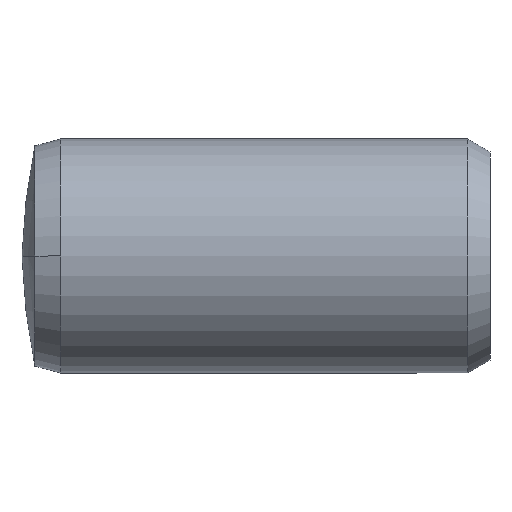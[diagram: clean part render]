
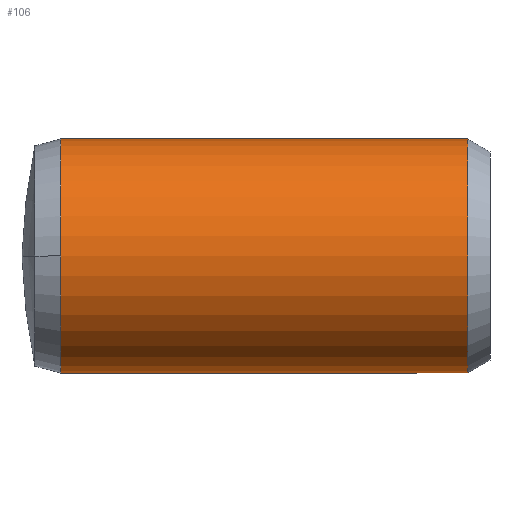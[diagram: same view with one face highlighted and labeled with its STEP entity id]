
A CAD part, front view. The second image highlights one B-rep face of the part: STEP entity #106.
In plain terms, the highlighted cylindrical face has radius 3 mm (diameter 6 mm), a partial arc.
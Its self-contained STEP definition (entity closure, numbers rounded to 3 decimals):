
#69 = VERTEX_POINT ( 'NONE', #354 ) ;
#71 = EDGE_CURVE ( 'NONE', #72, #69, #350, .T. ) ;
#72 = VERTEX_POINT ( 'NONE', #345 ) ;
#97 = ORIENTED_EDGE ( 'NONE', *, *, #98, .T. ) ;
#98 = EDGE_CURVE ( 'NONE', #69, #112, #219, .T. ) ;
#100 = ORIENTED_EDGE ( 'NONE', *, *, #71, .T. ) ;
#101 = ORIENTED_EDGE ( 'NONE', *, *, #102, .T. ) ;
#102 = EDGE_CURVE ( 'NONE', #117, #128, #266, .T. ) ;
#104 = ORIENTED_EDGE ( 'NONE', *, *, #108, .T. ) ;
#105 = ORIENTED_EDGE ( 'NONE', *, *, #109, .F. ) ;
#106 = ADVANCED_FACE ( 'NONE', ( #259 ), #255, .T. ) ;
#107 = EDGE_LOOP ( 'NONE', ( #105, #101, #104, #100, #97 ) ) ;
#108 = EDGE_CURVE ( 'NONE', #128, #72, #250, .T. ) ;
#109 = EDGE_CURVE ( 'NONE', #117, #112, #246, .T. ) ;
#112 = VERTEX_POINT ( 'NONE', #242 ) ;
#117 = VERTEX_POINT ( 'NONE', #411 ) ;
#128 = VERTEX_POINT ( 'NONE', #508 ) ;
#216 = DIRECTION ( 'NONE',  ( 1., 0., 0. ) ) ;
#217 = CARTESIAN_POINT ( 'NONE',  ( -5.01, 0., 0. ) ) ;
#218 = AXIS2_PLACEMENT_3D ( 'NONE', #217, #216, #267 ) ;
#219 = CIRCLE ( 'NONE', #218, 3. ) ;
#220 = CARTESIAN_POINT ( 'NONE',  ( 5.428, 0., 0. ) ) ;
#242 = CARTESIAN_POINT ( 'NONE',  ( -5.01, 0., -3. ) ) ;
#243 = DIRECTION ( 'NONE',  ( -1., 0., 0. ) ) ;
#244 = VECTOR ( 'NONE', #243, 1000. ) ;
#245 = CARTESIAN_POINT ( 'NONE',  ( 6., 0., -3. ) ) ;
#246 = LINE ( 'NONE', #245, #244 ) ;
#247 = DIRECTION ( 'NONE',  ( -1., 0., 0. ) ) ;
#248 = VECTOR ( 'NONE', #247, 1000. ) ;
#249 = CARTESIAN_POINT ( 'NONE',  ( 6., 0., 3. ) ) ;
#250 = LINE ( 'NONE', #249, #248 ) ;
#251 = DIRECTION ( 'NONE',  ( 0., 0., 1. ) ) ;
#252 = DIRECTION ( 'NONE',  ( -1., 0., 0. ) ) ;
#253 = AXIS2_PLACEMENT_3D ( 'NONE', #254, #252, #251 ) ;
#254 = CARTESIAN_POINT ( 'NONE',  ( 6., 0., 0. ) ) ;
#255 = CYLINDRICAL_SURFACE ( 'NONE', #253, 3. ) ;
#259 = FACE_OUTER_BOUND ( 'NONE', #107, .T. ) ;
#263 = DIRECTION ( 'NONE',  ( 0., 0., -1. ) ) ;
#264 = DIRECTION ( 'NONE',  ( -1., 0., 0. ) ) ;
#265 = AXIS2_PLACEMENT_3D ( 'NONE', #220, #264, #263 ) ;
#266 = CIRCLE ( 'NONE', #265, 3. ) ;
#267 = DIRECTION ( 'NONE',  ( 0., 1., 0. ) ) ;
#345 = CARTESIAN_POINT ( 'NONE',  ( -5.01, 0., 3. ) ) ;
#346 = DIRECTION ( 'NONE',  ( 0., 1., 0. ) ) ;
#347 = DIRECTION ( 'NONE',  ( 1., 0., 0. ) ) ;
#348 = CARTESIAN_POINT ( 'NONE',  ( -5.01, 0., 0. ) ) ;
#349 = AXIS2_PLACEMENT_3D ( 'NONE', #348, #347, #346 ) ;
#350 = CIRCLE ( 'NONE', #349, 3. ) ;
#354 = CARTESIAN_POINT ( 'NONE',  ( -5.01, -3., 0. ) ) ;
#411 = CARTESIAN_POINT ( 'NONE',  ( 5.428, 0., -3. ) ) ;
#508 = CARTESIAN_POINT ( 'NONE',  ( 5.428, 0., 3. ) ) ;
